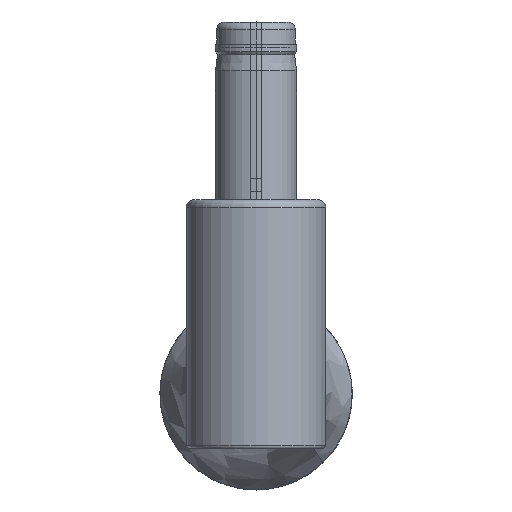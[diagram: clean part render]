
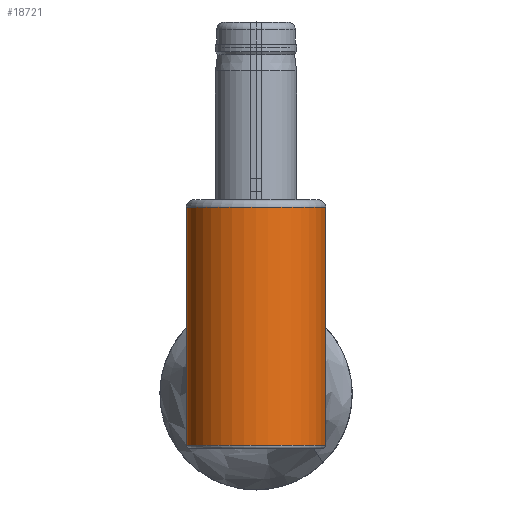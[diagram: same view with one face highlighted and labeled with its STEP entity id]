
A CAD part, top view. The second image highlights one B-rep face of the part: STEP entity #18721.
In plain terms, the highlighted cylindrical face has radius 4.7 mm (diameter 9.4 mm), a partial arc.
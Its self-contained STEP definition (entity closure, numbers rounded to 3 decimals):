
#36 = CARTESIAN_POINT ( 'NONE',  ( 4.7, 0., 0.2 ) ) ;
#182 = EDGE_CURVE ( 'NONE', #5454, #5291, #230, .T. ) ;
#230 = LINE ( 'NONE', #6340, #27083 ) ;
#312 = CARTESIAN_POINT ( 'NONE',  ( 0., 0., 16.8 ) ) ;
#358 = CARTESIAN_POINT ( 'NONE',  ( 4.7, -0.002, 0.2 ) ) ;
#494 = EDGE_CURVE ( 'NONE', #1497, #3975, #922, .T. ) ;
#874 = ORIENTED_EDGE ( 'NONE', *, *, #13314, .T. ) ;
#922 =( BOUNDED_CURVE ( )  B_SPLINE_CURVE ( 3, ( #10204, #16554, #3416, #23309 ),
 .UNSPECIFIED., .F., .F. ) 
 B_SPLINE_CURVE_WITH_KNOTS ( ( 4, 4 ),
 ( 4.712, 4.713 ),
 .UNSPECIFIED. ) 
 CURVE ( )  GEOMETRIC_REPRESENTATION_ITEM ( )  RATIONAL_B_SPLINE_CURVE ( ( 1., 1., 1., 1. ) ) 
 REPRESENTATION_ITEM ( '' )  );
#1497 = VERTEX_POINT ( 'NONE', #18260 ) ;
#1985 = EDGE_CURVE ( 'NONE', #15321, #5291, #3792, .T. ) ;
#2724 = CARTESIAN_POINT ( 'NONE',  ( 4.7, 0., 0.2 ) ) ;
#3237 = FACE_OUTER_BOUND ( 'NONE', #9383, .T. ) ;
#3271 = CARTESIAN_POINT ( 'NONE',  ( 0., 0., 0.2 ) ) ;
#3416 = CARTESIAN_POINT ( 'NONE',  ( -4.7, -0.001, 0.2 ) ) ;
#3670 = CIRCLE ( 'NONE', #27220, 4.7 ) ;
#3792 =( BOUNDED_CURVE ( )  B_SPLINE_CURVE ( 3, ( #358, #19395, #23773, #2724 ),
 .UNSPECIFIED., .F., .F. ) 
 B_SPLINE_CURVE_WITH_KNOTS ( ( 4, 4 ),
 ( 1.57, 1.571 ),
 .UNSPECIFIED. ) 
 CURVE ( )  GEOMETRIC_REPRESENTATION_ITEM ( )  RATIONAL_B_SPLINE_CURVE ( ( 1., 1., 1., 1. ) ) 
 REPRESENTATION_ITEM ( '' )  );
#3975 = VERTEX_POINT ( 'NONE', #26443 ) ;
#5291 = VERTEX_POINT ( 'NONE', #36 ) ;
#5454 = VERTEX_POINT ( 'NONE', #6848 ) ;
#5969 = CYLINDRICAL_SURFACE ( 'NONE', #24480, 4.7 ) ;
#6340 = CARTESIAN_POINT ( 'NONE',  ( 4.7, 0., 16.8 ) ) ;
#6848 = CARTESIAN_POINT ( 'NONE',  ( 4.7, 0., 16.3 ) ) ;
#7076 = CIRCLE ( 'NONE', #26732, 4.7 ) ;
#7271 = ORIENTED_EDGE ( 'NONE', *, *, #494, .T. ) ;
#8010 = VERTEX_POINT ( 'NONE', #24373 ) ;
#8869 = LINE ( 'NONE', #22673, #23122 ) ;
#8911 = CARTESIAN_POINT ( 'NONE',  ( 4.7, -0.002, 0.2 ) ) ;
#9383 = EDGE_LOOP ( 'NONE', ( #28075, #874, #10097, #7271, #26064, #19502 ) ) ;
#9824 = DIRECTION ( 'NONE',  ( 0., 0., -1. ) ) ;
#10097 = ORIENTED_EDGE ( 'NONE', *, *, #11856, .T. ) ;
#10204 = CARTESIAN_POINT ( 'NONE',  ( -4.7, 0., 0.2 ) ) ;
#11856 = EDGE_CURVE ( 'NONE', #8010, #1497, #8869, .T. ) ;
#13314 = EDGE_CURVE ( 'NONE', #5454, #8010, #3670, .T. ) ;
#15321 = VERTEX_POINT ( 'NONE', #8911 ) ;
#15527 = DIRECTION ( 'NONE',  ( 0., 0., -1. ) ) ;
#16211 = CARTESIAN_POINT ( 'NONE',  ( 0., 0., 16.3 ) ) ;
#16330 = DIRECTION ( 'NONE',  ( 0., 0., -1. ) ) ;
#16554 = CARTESIAN_POINT ( 'NONE',  ( -4.7, -0.001, 0.2 ) ) ;
#18260 = CARTESIAN_POINT ( 'NONE',  ( -4.7, 0., 0.2 ) ) ;
#18496 = DIRECTION ( 'NONE',  ( 1., 0., 0. ) ) ;
#18721 = ADVANCED_FACE ( 'NONE', ( #3237 ), #5969, .T. ) ;
#19395 = CARTESIAN_POINT ( 'NONE',  ( 4.7, -0.001, 0.2 ) ) ;
#19502 = ORIENTED_EDGE ( 'NONE', *, *, #1985, .T. ) ;
#22069 = DIRECTION ( 'NONE',  ( -1., 0., 0. ) ) ;
#22673 = CARTESIAN_POINT ( 'NONE',  ( -4.7, 0., 16.8 ) ) ;
#23038 = DIRECTION ( 'NONE',  ( 0., 0., 1. ) ) ;
#23122 = VECTOR ( 'NONE', #16330, 1000. ) ;
#23309 = CARTESIAN_POINT ( 'NONE',  ( -4.7, -0.002, 0.2 ) ) ;
#23773 = CARTESIAN_POINT ( 'NONE',  ( 4.7, -0.001, 0.2 ) ) ;
#24373 = CARTESIAN_POINT ( 'NONE',  ( -4.7, 0., 16.3 ) ) ;
#24480 = AXIS2_PLACEMENT_3D ( 'NONE', #312, #15527, #22069 ) ;
#24975 = EDGE_CURVE ( 'NONE', #3975, #15321, #7076, .T. ) ;
#25304 = DIRECTION ( 'NONE',  ( 1., 0., 0. ) ) ;
#26064 = ORIENTED_EDGE ( 'NONE', *, *, #24975, .T. ) ;
#26443 = CARTESIAN_POINT ( 'NONE',  ( -4.7, -0.002, 0.2 ) ) ;
#26732 = AXIS2_PLACEMENT_3D ( 'NONE', #3271, #23038, #18496 ) ;
#27083 = VECTOR ( 'NONE', #27999, 1000. ) ;
#27220 = AXIS2_PLACEMENT_3D ( 'NONE', #16211, #9824, #25304 ) ;
#27999 = DIRECTION ( 'NONE',  ( 0., 0., -1. ) ) ;
#28075 = ORIENTED_EDGE ( 'NONE', *, *, #182, .F. ) ;
